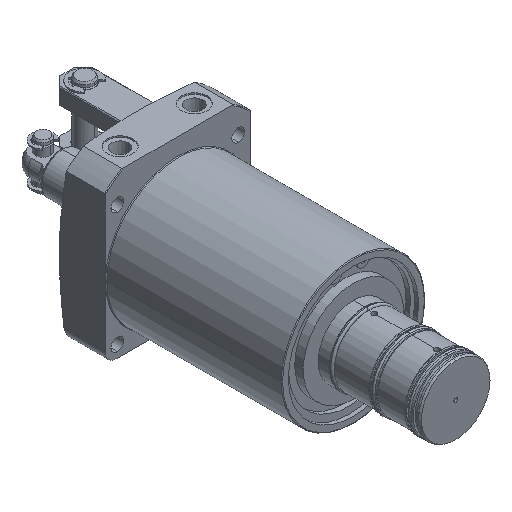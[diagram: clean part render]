
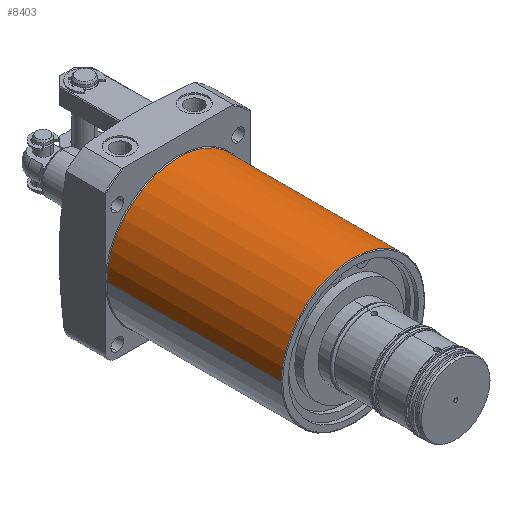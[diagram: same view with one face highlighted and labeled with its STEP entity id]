
A CAD part, isometric view. The second image highlights one B-rep face of the part: STEP entity #8403.
In plain terms, the highlighted cylindrical face has radius 38.5 mm (diameter 77 mm), a partial arc.
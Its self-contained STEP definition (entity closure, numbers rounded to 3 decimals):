
#179 = FACE_OUTER_BOUND ( 'NONE', #925, .T. ) ;
#185 = AXIS2_PLACEMENT_3D ( 'NONE', #2166, #2167, #2168 ) ;
#186 = CYLINDRICAL_SURFACE ( 'NONE', #185, 38.5 ) ;
#925 = EDGE_LOOP ( 'NONE', ( #4229, #4227, #4228, #4226 ) ) ;
#1779 = CARTESIAN_POINT ( 'NONE',  ( 38.5, -29.1, 0. ) ) ;
#2166 = CARTESIAN_POINT ( 'NONE',  ( 0., 0., 0. ) ) ;
#2167 = DIRECTION ( 'NONE',  ( 0., 1., 0. ) ) ;
#2168 = DIRECTION ( 'NONE',  ( -1., 0., 0. ) ) ;
#3422 = EDGE_CURVE ( 'NONE', #6642, #6646, #11481, .T. ) ;
#3423 = EDGE_CURVE ( 'NONE', #6643, #6642, #9059, .T. ) ;
#3424 = EDGE_CURVE ( 'NONE', #6644, #6646, #9060, .T. ) ;
#3425 = EDGE_CURVE ( 'NONE', #6643, #6644, #11490, .T. ) ;
#4226 = ORIENTED_EDGE ( 'NONE', *, *, #3425, .F. ) ;
#4227 = ORIENTED_EDGE ( 'NONE', *, *, #3422, .T. ) ;
#4228 = ORIENTED_EDGE ( 'NONE', *, *, #3424, .F. ) ;
#4229 = ORIENTED_EDGE ( 'NONE', *, *, #3423, .T. ) ;
#6642 = VERTEX_POINT ( 'NONE', #7788 ) ;
#6643 = VERTEX_POINT ( 'NONE', #7789 ) ;
#6644 = VERTEX_POINT ( 'NONE', #7790 ) ;
#6646 = VERTEX_POINT ( 'NONE', #1779 ) ;
#7072 = VECTOR ( 'NONE', #11492, 1000. ) ;
#7074 = VECTOR ( 'NONE', #11483, 1000. ) ;
#7788 = CARTESIAN_POINT ( 'NONE',  ( 38.5, -122.8, 0. ) ) ;
#7789 = CARTESIAN_POINT ( 'NONE',  ( -38.5, -122.8, 0. ) ) ;
#7790 = CARTESIAN_POINT ( 'NONE',  ( -38.5, -29.1, 0. ) ) ;
#8403 = ADVANCED_FACE ( 'NONE', ( #179 ), #186, .T. ) ;
#9059 = CIRCLE ( 'NONE', #11757, 38.5 ) ;
#9060 = CIRCLE ( 'NONE', #11760, 38.5 ) ;
#11480 = CARTESIAN_POINT ( 'NONE',  ( 0., -122.8, 0. ) ) ;
#11481 = LINE ( 'NONE', #11482, #7074 ) ;
#11482 = CARTESIAN_POINT ( 'NONE',  ( 38.5, 0., 0. ) ) ;
#11483 = DIRECTION ( 'NONE',  ( 0., 1., 0. ) ) ;
#11484 = DIRECTION ( 'NONE',  ( 0., 1., 0. ) ) ;
#11485 = DIRECTION ( 'NONE',  ( -1., 0., 0. ) ) ;
#11486 = CARTESIAN_POINT ( 'NONE',  ( 0., -29.1, 0. ) ) ;
#11487 = DIRECTION ( 'NONE',  ( 0., 1., 0. ) ) ;
#11488 = DIRECTION ( 'NONE',  ( -1., 0., 0. ) ) ;
#11490 = LINE ( 'NONE', #11491, #7072 ) ;
#11491 = CARTESIAN_POINT ( 'NONE',  ( -38.5, 0., 0. ) ) ;
#11492 = DIRECTION ( 'NONE',  ( 0., 1., 0. ) ) ;
#11757 = AXIS2_PLACEMENT_3D ( 'NONE', #11480, #11484, #11485 ) ;
#11760 = AXIS2_PLACEMENT_3D ( 'NONE', #11486, #11487, #11488 ) ;
